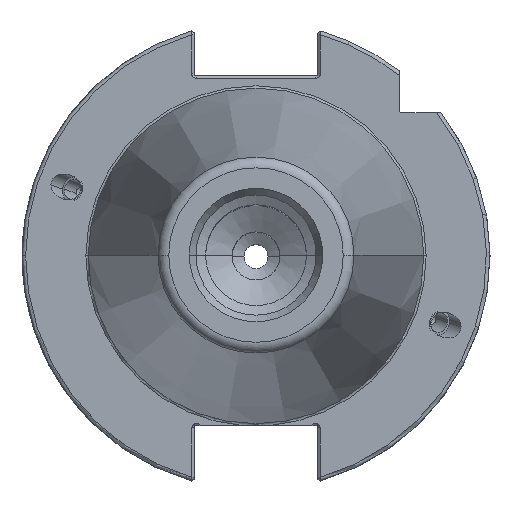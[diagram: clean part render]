
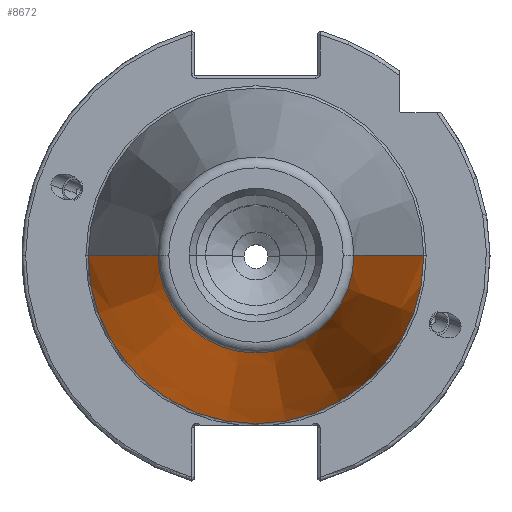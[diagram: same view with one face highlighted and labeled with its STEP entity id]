
A CAD part, top view. The second image highlights one B-rep face of the part: STEP entity #8672.
In plain terms, the highlighted conical face has half-angle 8.297 degrees and reference radius 20.108 mm.
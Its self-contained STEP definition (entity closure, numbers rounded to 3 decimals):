
#1 = CARTESIAN_POINT ( 'NONE',  ( -20.108, 0., 101.6 ) ) ;
#575 = EDGE_CURVE ( 'NONE', #2243, #2636, #8612, .T. ) ;
#1018 = EDGE_LOOP ( 'NONE', ( #3413, #4968, #1223, #7792 ) ) ;
#1223 = ORIENTED_EDGE ( 'NONE', *, *, #5995, .T. ) ;
#1225 = LINE ( 'NONE', #1, #6552 ) ;
#1577 = CARTESIAN_POINT ( 'NONE',  ( -34.925, 0., 0. ) ) ;
#2243 = VERTEX_POINT ( 'NONE', #2871 ) ;
#2267 = CONICAL_SURFACE ( 'NONE', #8735, 20.108, 0.145 ) ;
#2329 = CARTESIAN_POINT ( 'NONE',  ( 0., 0., 99.675 ) ) ;
#2364 = CARTESIAN_POINT ( 'NONE',  ( 20.108, 0., 101.6 ) ) ;
#2636 = VERTEX_POINT ( 'NONE', #6587 ) ;
#2871 = CARTESIAN_POINT ( 'NONE',  ( 20.389, 0., 99.675 ) ) ;
#3020 = DIRECTION ( 'NONE',  ( -1., 0., 0. ) ) ;
#3069 = EDGE_CURVE ( 'NONE', #8119, #6172, #4052, .T. ) ;
#3396 = VECTOR ( 'NONE', #6556, 1000. ) ;
#3413 = ORIENTED_EDGE ( 'NONE', *, *, #5171, .F. ) ;
#3610 = DIRECTION ( 'NONE',  ( 1., 0., 0. ) ) ;
#4052 = CIRCLE ( 'NONE', #4680, 34.925 ) ;
#4090 = CARTESIAN_POINT ( 'NONE',  ( 0., 0., 0. ) ) ;
#4155 = DIRECTION ( 'NONE',  ( 0., 0., -1. ) ) ;
#4189 = DIRECTION ( 'NONE',  ( -1., 0., 0. ) ) ;
#4680 = AXIS2_PLACEMENT_3D ( 'NONE', #4090, #4155, #4189 ) ;
#4807 = DIRECTION ( 'NONE',  ( -0.144, 0., -0.99 ) ) ;
#4968 = ORIENTED_EDGE ( 'NONE', *, *, #575, .T. ) ;
#5171 = EDGE_CURVE ( 'NONE', #2243, #8119, #7362, .T. ) ;
#5716 = DIRECTION ( 'NONE',  ( 0., 0., -1. ) ) ;
#5766 = CARTESIAN_POINT ( 'NONE',  ( 34.925, 0., 0. ) ) ;
#5995 = EDGE_CURVE ( 'NONE', #2636, #6172, #1225, .T. ) ;
#6172 = VERTEX_POINT ( 'NONE', #1577 ) ;
#6552 = VECTOR ( 'NONE', #4807, 1000. ) ;
#6556 = DIRECTION ( 'NONE',  ( 0.144, 0., -0.99 ) ) ;
#6587 = CARTESIAN_POINT ( 'NONE',  ( -20.389, 0., 99.675 ) ) ;
#7091 = FACE_OUTER_BOUND ( 'NONE', #1018, .T. ) ;
#7273 = AXIS2_PLACEMENT_3D ( 'NONE', #2329, #7276, #3610 ) ;
#7276 = DIRECTION ( 'NONE',  ( 0., 0., -1. ) ) ;
#7362 = LINE ( 'NONE', #2364, #3396 ) ;
#7792 = ORIENTED_EDGE ( 'NONE', *, *, #3069, .F. ) ;
#8119 = VERTEX_POINT ( 'NONE', #5766 ) ;
#8526 = CARTESIAN_POINT ( 'NONE',  ( 0., 0., 101.6 ) ) ;
#8612 = CIRCLE ( 'NONE', #7273, 20.389 ) ;
#8672 = ADVANCED_FACE ( 'NONE', ( #7091 ), #2267, .T. ) ;
#8735 = AXIS2_PLACEMENT_3D ( 'NONE', #8526, #5716, #3020 ) ;
